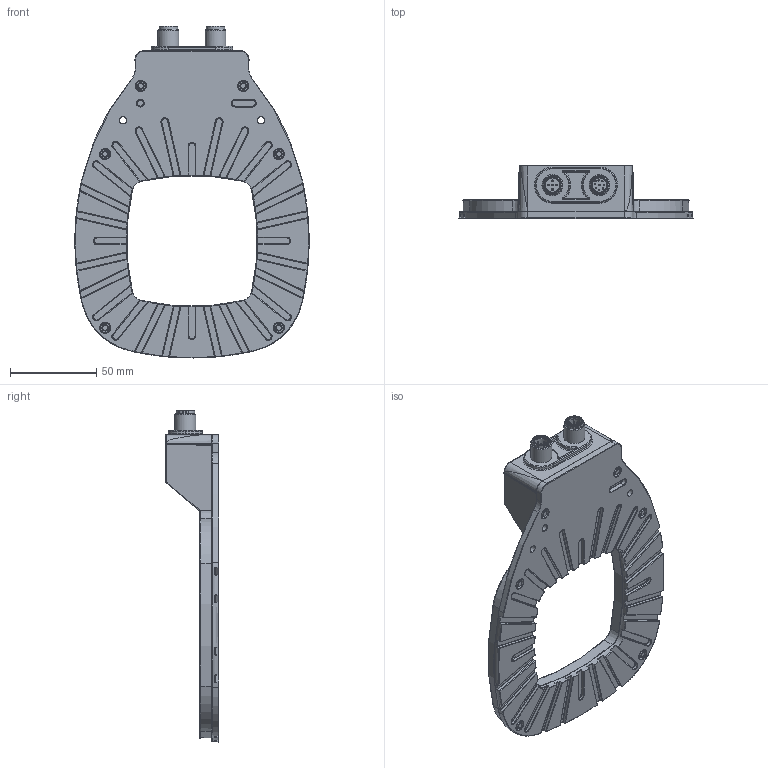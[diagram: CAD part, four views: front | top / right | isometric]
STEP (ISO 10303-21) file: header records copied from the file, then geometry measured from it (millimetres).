
FILE_DESCRIPTION (( 'STEP AP214' ), '1' );
FILE_NAME ('OPT2425.STEP', '2023-03-07T18:11:02', ( '' ), ( '' ), 'SwSTEP 2.0', 'SolidWorks 2021', '' );
FILE_SCHEMA (( 'AUTOMOTIVE_DESIGN' ));
Products named in the file (1): OPT2425
Bounding box: 135.98 x 31 x 192.79 mm (x, y, z)
Volume: 191884.2 mm3; surface area: 48603 mm2
Topology: 1 solids, 9 shells, 1713 faces, 4086 edges, 2447 vertices
Faces by surface type: bspline 709, cylinder 508, plane 386, cone 94, torus 16
Full cylindrical faces by diameter (mm): 1 x5, 8.531 x3, 12.088 x1, 12.192 x1
Entity records: 72064 total; most frequent: CARTESIAN_POINT 37243, ORIENTED_EDGE 8060, DIRECTION 6184, EDGE_CURVE 4030, AXIS2_PLACEMENT_3D 2443, VERTEX_POINT 2442, EDGE_LOOP 1834, FACE_OUTER_BOUND 1723
